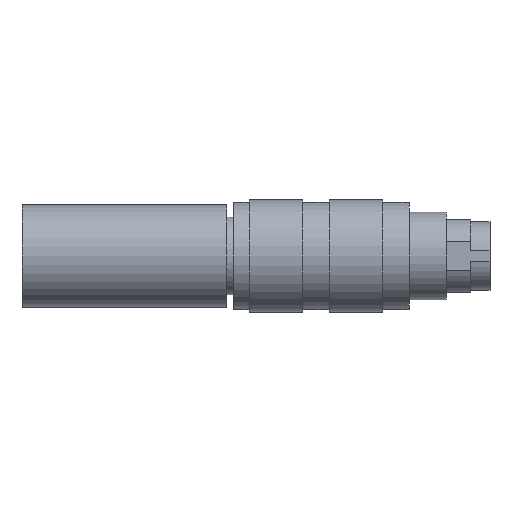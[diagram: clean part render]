
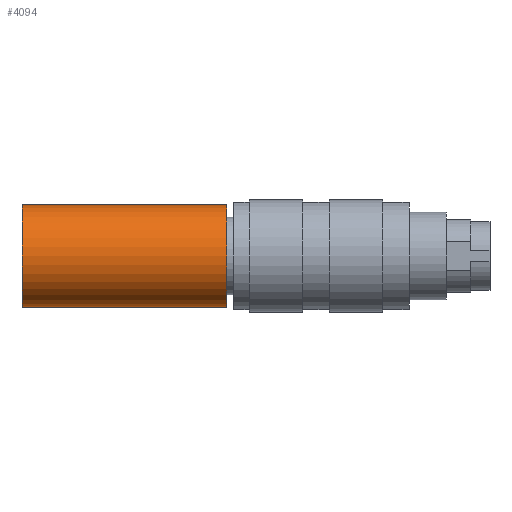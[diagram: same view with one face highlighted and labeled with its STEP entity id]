
A CAD part, front view. The second image highlights one B-rep face of the part: STEP entity #4094.
In plain terms, the highlighted cylindrical face has radius 5.25 mm (diameter 10.5 mm), a partial arc.
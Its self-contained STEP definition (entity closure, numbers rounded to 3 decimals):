
#629=CARTESIAN_POINT('',(0.,0.0,5.25));
#630=VERTEX_POINT('',#629);
#631=CARTESIAN_POINT('',(-15.75,0.,5.25));
#632=VERTEX_POINT('',#631);
#633=CARTESIAN_POINT('',(0.,0.0,5.25));
#634=DIRECTION('',(-1.0,0.0,0.0));
#635=VECTOR('',#634,15.75);
#636=LINE('',#633,#635);
#637=EDGE_CURVE('',#630,#632,#636,.T.);
#639=CARTESIAN_POINT('',(0.,0.,-5.25));
#640=VERTEX_POINT('',#639);
#648=CARTESIAN_POINT('',(-15.75,0.,-5.25));
#649=VERTEX_POINT('',#648);
#650=CARTESIAN_POINT('',(-15.75,0.,-5.25));
#651=DIRECTION('',(1.0,0.0,0.0));
#652=VECTOR('',#651,15.75);
#653=LINE('',#650,#652);
#654=EDGE_CURVE('',#649,#640,#653,.T.);
#680=CARTESIAN_POINT('',(-21.,0.,-5.25));
#681=VERTEX_POINT('',#680);
#682=CARTESIAN_POINT('',(-21.,0.,-5.25));
#683=DIRECTION('',(1.0,0.0,0.0));
#684=VECTOR('',#683,5.25);
#685=LINE('',#682,#684);
#686=EDGE_CURVE('',#681,#649,#685,.T.);
#712=CARTESIAN_POINT('',(-21.,0.,5.25));
#713=VERTEX_POINT('',#712);
#714=CARTESIAN_POINT('',(-15.75,0.,5.25));
#715=DIRECTION('',(-1.0,0.0,0.0));
#716=VECTOR('',#715,5.25);
#717=LINE('',#714,#716);
#718=EDGE_CURVE('',#632,#713,#717,.T.);
#4069=CARTESIAN_POINT('',(-10.5,0.0,0.));
#4070=DIRECTION('',(-1.0,0.0,0.));
#4071=DIRECTION('',(0.0,0.0,1.0));
#4072=AXIS2_PLACEMENT_3D('',#4069,#4070,#4071);
#4073=CYLINDRICAL_SURFACE('',#4072,5.25);
#4074=ORIENTED_EDGE('',*,*,#718,.T.);
#4075=CARTESIAN_POINT('',(-21.,0.0,0.));
#4076=DIRECTION('',(-1.0,0.0,0.0));
#4077=DIRECTION('',(0.0,0.0,1.0));
#4078=AXIS2_PLACEMENT_3D('',#4075,#4076,#4077);
#4079=CIRCLE('',#4078,5.25);
#4080=EDGE_CURVE('',#681,#713,#4079,.T.);
#4081=ORIENTED_EDGE('',*,*,#4080,.F.);
#4082=ORIENTED_EDGE('',*,*,#686,.T.);
#4083=ORIENTED_EDGE('',*,*,#654,.T.);
#4084=CARTESIAN_POINT('',(0.,0.0,0.));
#4085=DIRECTION('',(-1.0,0.0,0.0));
#4086=DIRECTION('',(0.0,0.0,1.0));
#4087=AXIS2_PLACEMENT_3D('',#4084,#4085,#4086);
#4088=CIRCLE('',#4087,5.25);
#4089=EDGE_CURVE('',#640,#630,#4088,.T.);
#4090=ORIENTED_EDGE('',*,*,#4089,.T.);
#4091=ORIENTED_EDGE('',*,*,#637,.T.);
#4092=EDGE_LOOP('',(#4074,#4081,#4082,#4083,#4090,#4091));
#4093=FACE_OUTER_BOUND('',#4092,.T.);
#4094=ADVANCED_FACE('',(#4093),#4073,.T.);
